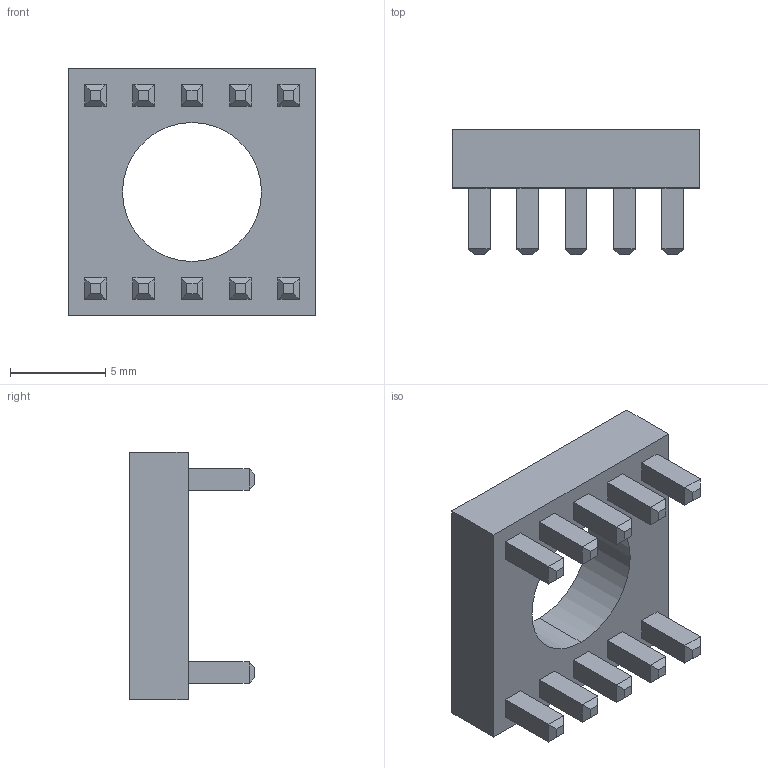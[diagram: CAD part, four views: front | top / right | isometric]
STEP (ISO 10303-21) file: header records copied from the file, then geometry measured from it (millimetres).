
FILE_DESCRIPTION (( 'STEP AP203' ), '1' );
FILE_NAME ('90211-C.STEP', '2013-12-17T15:18:05', ( 'Hajo' ), ( 'Microsoft' ), 'SwSTEP 2.0', 'SolidWorks 2011', '' );
FILE_SCHEMA (( 'CONFIG_CONTROL_DESIGN' ));
Length unit declared in the file: millimetre
Products named in the file (1): 90211-C
Bounding box: 13 x 6.6 x 13 mm (x, y, z)
Volume: 437.2 mm3; surface area: 635.4 mm2
Topology: 1 solids, 1 shells, 98 faces, 218 edges, 132 vertices
Faces by surface type: plane 96, cylinder 2
Entity records: 2687 total; most frequent: CARTESIAN_POINT 449, ORIENTED_EDGE 436, DIRECTION 420, EDGE_CURVE 218, LINE 214, VECTOR 214, VERTEX_POINT 132, EDGE_LOOP 110
